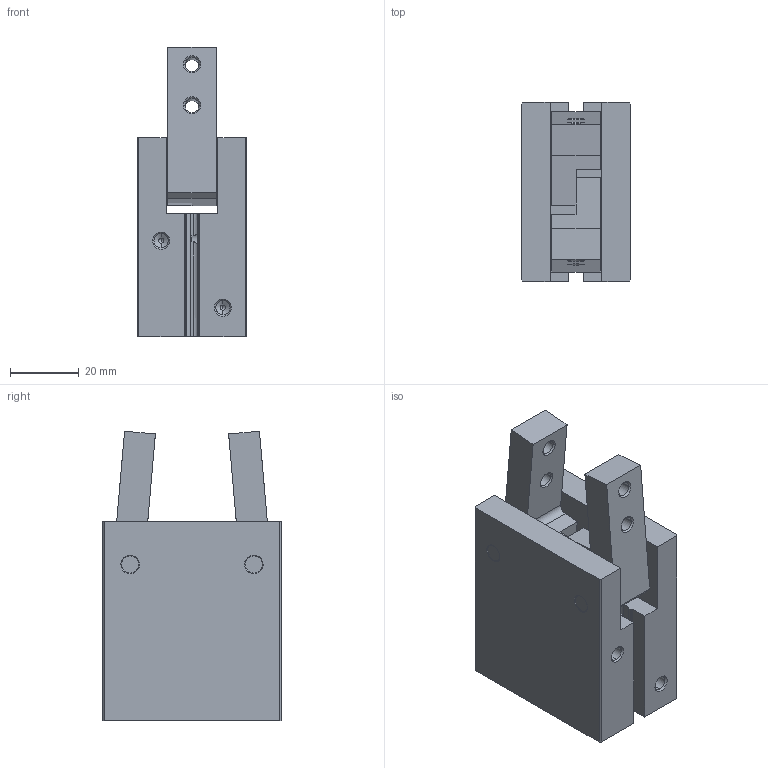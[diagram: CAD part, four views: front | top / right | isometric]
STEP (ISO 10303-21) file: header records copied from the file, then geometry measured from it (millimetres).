
FILE_DESCRIPTION(('CATIA V5 STEP Exchange'),'2;1');
FILE_NAME('GPA_25_T03_1357545_TUENKERS.stp','2020-08-19T11:53:40+00:00',('none'),('none'),'CATIA Version 5 Release 19 SP 9 (IN-10)','CATIA V5 STEP AP214','none');
FILE_SCHEMA(('AUTOMOTIVE_DESIGN { 1 0 10303 214 1 1 1 1 }'));
Length unit declared in the file: millimetre
Products named in the file (1): GPA_25_T03_1357545_TUENKERS
Bounding box: 32 x 52 x 84.29 mm (x, y, z)
Volume: 87577.6 mm3; surface area: 23619.8 mm2
Topology: 1 solids, 1 shells, 197 faces, 576 edges, 378 vertices
Faces by surface type: plane 79, cylinder 60, cone 58
Entity records: 6964 total; most frequent: CARTESIAN_POINT 1735, ORIENTED_EDGE 1128, DIRECTION 888, EDGE_CURVE 564, AXIS2_PLACEMENT_3D 380, VERTEX_POINT 378, VECTOR 320, LINE 320
